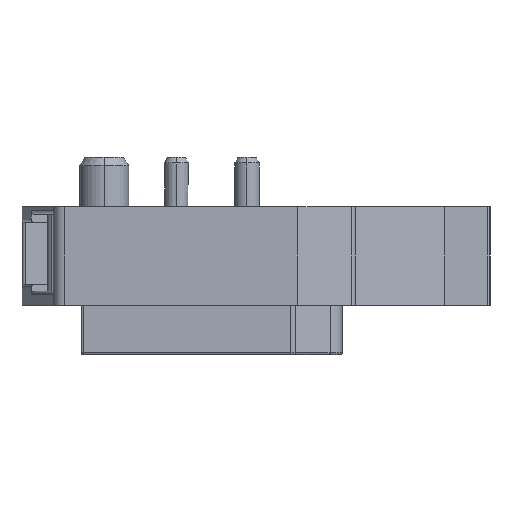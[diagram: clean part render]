
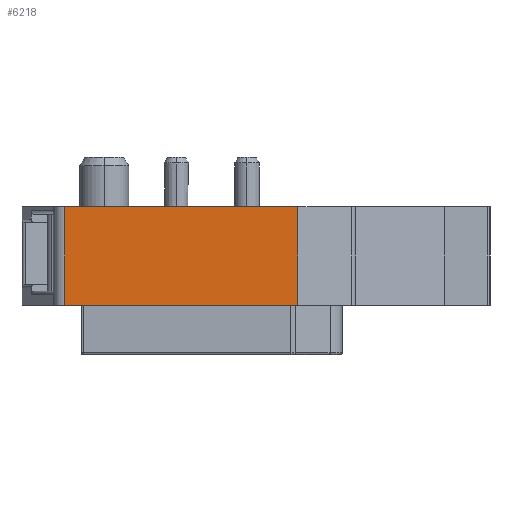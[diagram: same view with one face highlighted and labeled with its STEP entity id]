
A CAD part, left-side view. The second image highlights one B-rep face of the part: STEP entity #6218.
In plain terms, the highlighted planar face has unit normal (-1, 0, 0).
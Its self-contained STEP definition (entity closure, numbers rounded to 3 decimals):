
#558=DIRECTION('',(0.,-1.,0.));
#559=VECTOR('',#558,14.201);
#560=CARTESIAN_POINT('',(-16.1,17.701,0.));
#561=LINE('',#560,#559);
#1535=DIRECTION('',(0.,1.,0.));
#1536=VECTOR('',#1535,14.201);
#1537=CARTESIAN_POINT('',(-16.1,3.5,6.));
#1538=LINE('',#1537,#1536);
#2010=DIRECTION('',(0.,0.,-1.));
#2011=VECTOR('',#2010,6.);
#2012=CARTESIAN_POINT('',(-16.1,3.5,6.));
#2013=LINE('',#2012,#2011);
#2042=DIRECTION('',(0.,0.,-1.));
#2043=VECTOR('',#2042,6.);
#2044=CARTESIAN_POINT('',(-16.1,17.701,6.));
#2045=LINE('',#2044,#2043);
#2915=CARTESIAN_POINT('',(-16.1,17.701,0.));
#2916=VERTEX_POINT('',#2915);
#2917=CARTESIAN_POINT('',(-16.1,3.5,0.));
#2918=VERTEX_POINT('',#2917);
#3256=CARTESIAN_POINT('',(-16.1,3.5,6.));
#3257=VERTEX_POINT('',#3256);
#3258=CARTESIAN_POINT('',(-16.1,17.701,6.));
#3259=VERTEX_POINT('',#3258);
#6206=CARTESIAN_POINT('',(-16.1,18.3,0.));
#6207=DIRECTION('',(-1.,0.,0.));
#6208=DIRECTION('',(0.,-1.,0.));
#6209=AXIS2_PLACEMENT_3D('',#6206,#6207,#6208);
#6210=PLANE('',#6209);
#6211=ORIENTED_EDGE('',*,*,#6200,.T.);
#6212=ORIENTED_EDGE('',*,*,#3984,.F.);
#6214=ORIENTED_EDGE('',*,*,#6213,.F.);
#6215=ORIENTED_EDGE('',*,*,#5322,.F.);
#6216=EDGE_LOOP('',(#6211,#6212,#6214,#6215));
#6217=FACE_OUTER_BOUND('',#6216,.F.);
#3984=EDGE_CURVE('',#2916,#2918,#561,.T.);
#5322=EDGE_CURVE('',#3257,#3259,#1538,.T.);
#6200=EDGE_CURVE('',#3257,#2918,#2013,.T.);
#6213=EDGE_CURVE('',#3259,#2916,#2045,.T.);
#6218=ADVANCED_FACE('',(#6217),#6210,.T.);
